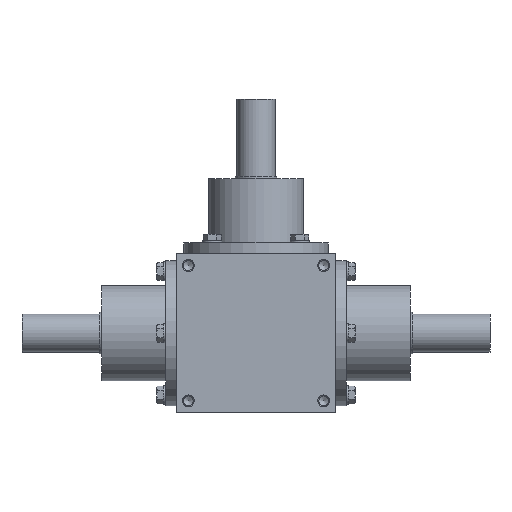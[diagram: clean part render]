
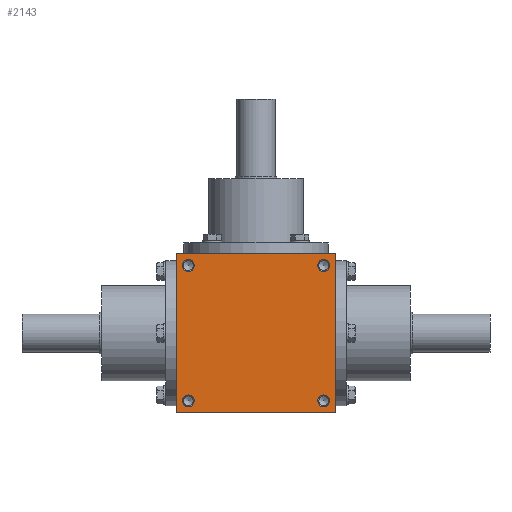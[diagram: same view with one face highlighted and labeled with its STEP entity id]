
A CAD part, front view. The second image highlights one B-rep face of the part: STEP entity #2143.
In plain terms, the highlighted planar face has unit normal (0, -1, 0).
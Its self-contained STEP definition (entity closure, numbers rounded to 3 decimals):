
#286=LINE('',#3860,#318);
#289=LINE('',#3874,#321);
#290=LINE('',#3876,#322);
#291=LINE('',#3878,#323);
#318=VECTOR('',#3113,1000.);
#321=VECTOR('',#3126,1000.);
#322=VECTOR('',#3127,1000.);
#323=VECTOR('',#3128,1000.);
#677=ORIENTED_EDGE('',*,*,#1092,.T.);
#678=ORIENTED_EDGE('',*,*,#1093,.T.);
#679=ORIENTED_EDGE('',*,*,#1094,.F.);
#680=ORIENTED_EDGE('',*,*,#1095,.F.);
#681=ORIENTED_EDGE('',*,*,#1096,.T.);
#682=ORIENTED_EDGE('',*,*,#1097,.F.);
#683=ORIENTED_EDGE('',*,*,#1098,.F.);
#684=ORIENTED_EDGE('',*,*,#1089,.T.);
#1089=EDGE_CURVE('',#1292,#1291,#286,.T.);
#1092=EDGE_CURVE('',#1294,#1294,#1429,.T.);
#1093=EDGE_CURVE('',#1295,#1295,#1430,.T.);
#1094=EDGE_CURVE('',#1296,#1296,#1431,.T.);
#1095=EDGE_CURVE('',#1297,#1297,#1432,.T.);
#1096=EDGE_CURVE('',#1291,#1298,#289,.T.);
#1097=EDGE_CURVE('',#1299,#1298,#290,.T.);
#1098=EDGE_CURVE('',#1292,#1299,#291,.T.);
#1291=VERTEX_POINT('',#3859);
#1292=VERTEX_POINT('',#3861);
#1294=VERTEX_POINT('',#3867);
#1295=VERTEX_POINT('',#3869);
#1296=VERTEX_POINT('',#3871);
#1297=VERTEX_POINT('',#3873);
#1298=VERTEX_POINT('',#3875);
#1299=VERTEX_POINT('',#3877);
#1429=CIRCLE('',#2496,5.);
#1430=CIRCLE('',#2497,5.);
#1431=CIRCLE('',#2498,5.);
#1432=CIRCLE('',#2499,5.);
#1590=EDGE_LOOP('',(#677));
#1591=EDGE_LOOP('',(#678));
#1592=EDGE_LOOP('',(#679));
#1593=EDGE_LOOP('',(#680));
#1594=EDGE_LOOP('',(#681,#682,#683,#684));
#1863=FACE_BOUND('',#1590,.T.);
#1864=FACE_BOUND('',#1591,.T.);
#1865=FACE_BOUND('',#1592,.T.);
#1866=FACE_BOUND('',#1593,.T.);
#1867=FACE_BOUND('',#1594,.T.);
#2067=PLANE('',#2495);
#2143=ADVANCED_FACE('',(#1863,#1864,#1865,#1866,#1867),#2067,.F.);
#2495=AXIS2_PLACEMENT_3D('',#3865,#3116,#3117);
#2496=AXIS2_PLACEMENT_3D('',#3866,#3118,#3119);
#2497=AXIS2_PLACEMENT_3D('',#3868,#3120,#3121);
#2498=AXIS2_PLACEMENT_3D('',#3870,#3122,#3123);
#2499=AXIS2_PLACEMENT_3D('',#3872,#3124,#3125);
#3113=DIRECTION('',(0.,0.,-1.));
#3116=DIRECTION('',(0.,1.,0.));
#3117=DIRECTION('',(0.,0.,1.));
#3118=DIRECTION('',(0.,1.,0.));
#3119=DIRECTION('',(0.,0.,1.));
#3120=DIRECTION('',(0.,1.,0.));
#3121=DIRECTION('',(0.,0.,1.));
#3122=DIRECTION('',(0.,-1.,0.));
#3123=DIRECTION('',(0.,0.,-1.));
#3124=DIRECTION('',(0.,-1.,0.));
#3125=DIRECTION('',(0.,0.,-1.));
#3126=DIRECTION('',(1.,0.,0.));
#3127=DIRECTION('',(0.,0.,-1.));
#3128=DIRECTION('',(1.,0.,0.));
#3859=CARTESIAN_POINT('',(-67.,-67.,-67.));
#3860=CARTESIAN_POINT('',(-67.,-67.,67.));
#3861=CARTESIAN_POINT('',(-67.,-67.,67.));
#3865=CARTESIAN_POINT('',(-67.,-67.,67.));
#3866=CARTESIAN_POINT('',(-57.,-67.,-57.));
#3867=CARTESIAN_POINT('',(-57.,-67.,-52.));
#3868=CARTESIAN_POINT('',(-57.,-67.,57.));
#3869=CARTESIAN_POINT('',(-57.,-67.,62.));
#3870=CARTESIAN_POINT('',(57.,-67.,-57.));
#3871=CARTESIAN_POINT('',(57.,-67.,-62.));
#3872=CARTESIAN_POINT('',(57.,-67.,57.));
#3873=CARTESIAN_POINT('',(57.,-67.,52.));
#3874=CARTESIAN_POINT('',(-67.,-67.,-67.));
#3875=CARTESIAN_POINT('',(67.,-67.,-67.));
#3876=CARTESIAN_POINT('',(67.,-67.,67.));
#3877=CARTESIAN_POINT('',(67.,-67.,67.));
#3878=CARTESIAN_POINT('',(-67.,-67.,67.));
